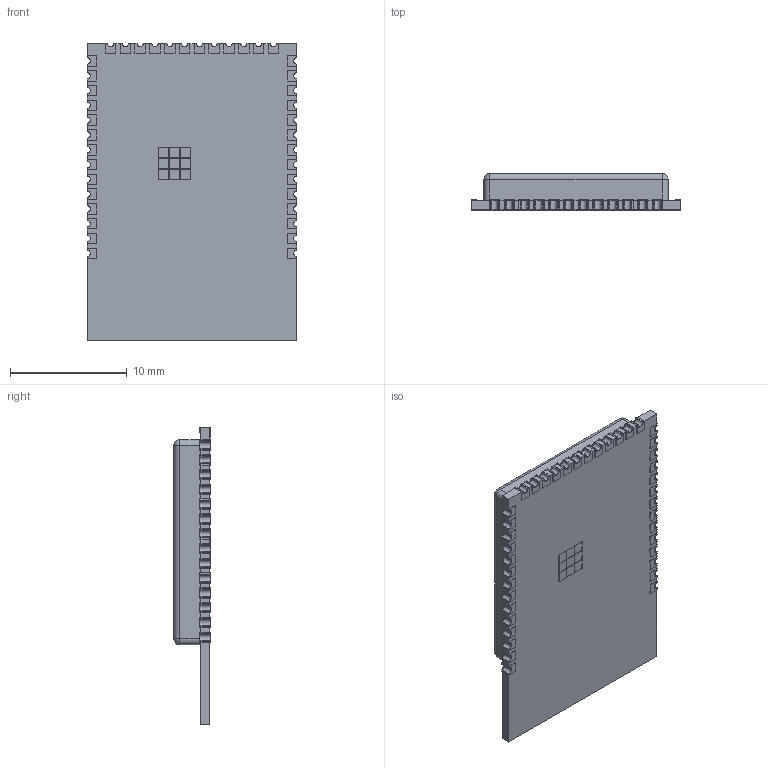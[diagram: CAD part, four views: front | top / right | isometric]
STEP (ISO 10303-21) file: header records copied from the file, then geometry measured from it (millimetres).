
FILE_DESCRIPTION(('FreeCAD Model'),'2;1');
FILE_NAME('Open CASCADE Shape Model','2023-11-18T11:20:21',('Eric Obeng' ),('Erictronics Systems'),'Open CASCADE STEP processor 7.6', 'FreeCAD','Unknown');
FILE_SCHEMA(('AP242_MANAGED_MODEL_BASED_3D_ENGINEERING_MIM_LF. {1 0 10303 442 1 1 4 }'));
Length unit declared in the file: millimetre
Products named in the file (96): ESP32-S3-WROOM_asm v18; ESP-S3-WROOM_via v3; ESP32-S3-WROOM_shell v092; ESP32-S3-WROOM_shell v11; ESP32-S3-WROOM_shell v012; ESP32-S3-WROOM_shell v013; ESP32-S3-WROOM_shell v014; ESP32-S3-WROOM_shell v015; ESP32-S3-WROOM_shell v016; ESP32-S3-WROOM_shell v017; ESP32-S3-WROOM_shell v018; ESP32-S3-WROOM_shell v019; ESP32-S3-WROOM_shell v020; ESP32-S3-WROOM_shell v021; ESP32-S3-WROOM_shell v022; ESP32-S3-WROOM_shell v023; ESP32-S3-WROOM_shell v024; ESP32-S3-WROOM_shell v025; ESP32-S3-WROOM_shell v026; ESP32-S3-WROOM_shell v027; ESP32-S3-WROOM_shell v028; ESP32-S3-WROOM_shell v029; ESP32-S3-WROOM_shell v030; ESP32-S3-WROOM_shell v031; ESP32-S3-WROOM_shell v032; ESP32-S3-WROOM_shell v033; ESP32-S3-WROOM_shell v034; ESP32-S3-WROOM_shell v035; ESP32-S3-WROOM_shell v036; ESP32-S3-WROOM_shell v037; ESP32-S3-WROOM_shell v038; ESP32-S3-WROOM_shell v039; ESP32-S3-WROOM_shell v040; ESP32-S3-WROOM_shell v041; ESP32-S3-WROOM_shell v042; ESP32-S3-WROOM_shell v043; ESP32-S3-WROOM_shell v044; ESP32-S3-WROOM_shell v045; ESP32-S3-WROOM_shell v046; ESP32-S3-WROOM_shell v047 ...
Assembly tree (133 placements, depth 3):
  ESP32-S3-WROOM_asm v18
    ESP-S3-WROOM_via v3  x26
    ESP32-S3-WROOM_shell v092
      ESP32-S3-WROOM_shell v11
      ESP32-S3-WROOM_shell v012
      ESP32-S3-WROOM_shell v013
      ESP32-S3-WROOM_shell v014
      ESP32-S3-WROOM_shell v015
      ESP32-S3-WROOM_shell v016
      ESP32-S3-WROOM_shell v017
      ESP32-S3-WROOM_shell v018
      ESP32-S3-WROOM_shell v019
      ESP32-S3-WROOM_shell v020
      ESP32-S3-WROOM_shell v021
      ESP32-S3-WROOM_shell v022
      ESP32-S3-WROOM_shell v023
      ESP32-S3-WROOM_shell v024
      ESP32-S3-WROOM_shell v025
      ESP32-S3-WROOM_shell v026
      ESP32-S3-WROOM_shell v027
      ESP32-S3-WROOM_shell v028
      ESP32-S3-WROOM_shell v029
      ESP32-S3-WROOM_shell v030
      ESP32-S3-WROOM_shell v031
      ESP32-S3-WROOM_shell v032
      ESP32-S3-WROOM_shell v033
      ESP32-S3-WROOM_shell v034
      ESP32-S3-WROOM_shell v035
      ESP32-S3-WROOM_shell v036
      ESP32-S3-WROOM_shell v037
      ESP32-S3-WROOM_shell v038
      ESP32-S3-WROOM_shell v039
      ESP32-S3-WROOM_shell v040
      ESP32-S3-WROOM_shell v041
      ESP32-S3-WROOM_shell v042
      ESP32-S3-WROOM_shell v043
      ESP32-S3-WROOM_shell v044
      ESP32-S3-WROOM_shell v045
      ESP32-S3-WROOM_shell v046
      ESP32-S3-WROOM_shell v047
      ESP32-S3-WROOM_shell v048
      ESP32-S3-WROOM_shell v049
      ESP32-S3-WROOM_shell v050
      ESP32-S3-WROOM_shell v051
      ESP32-S3-WROOM_shell v052
      ESP32-S3-WROOM_shell v053
      ESP32-S3-WROOM_shell v054
      ESP32-S3-WROOM_shell v055
      ESP32-S3-WROOM_shell v056
      ESP32-S3-WROOM_shell v057
      ESP32-S3-WROOM_shell v058
      ESP32-S3-WROOM_shell v059
      ESP32-S3-WROOM_shell v060
      ESP32-S3-WROOM_shell v061
      ESP32-S3-WROOM_shell v062
      ESP32-S3-WROOM_shell v063
      ESP32-S3-WROOM_shell v064
      ESP32-S3-WROOM_shell v065
      ESP32-S3-WROOM_shell v066
      ESP32-S3-WROOM_shell v067
Bounding box: 18.02 x 3.16 x 25.51 mm (x, y, z)
Volume: 560.6 mm3; surface area: 2034.2 mm2
Topology: 131 solids, 131 shells, 2430 faces, 6459 edges, 4298 vertices
Faces by surface type: plane 1354, bspline 943, cylinder 129, sphere 4
Full cylindrical faces by diameter (mm): 0.55 x1
Entity records: 67585 total; most frequent: CARTESIAN_POINT 23120, ORIENTED_EDGE 10182, DIRECTION 5489, EDGE_CURVE 5091, VERTEX_POINT 3386, LINE 3099, VECTOR 3099, FACE_BOUND 2043
